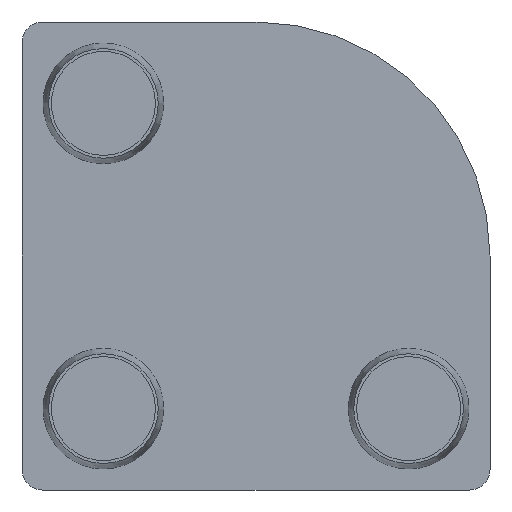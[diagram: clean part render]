
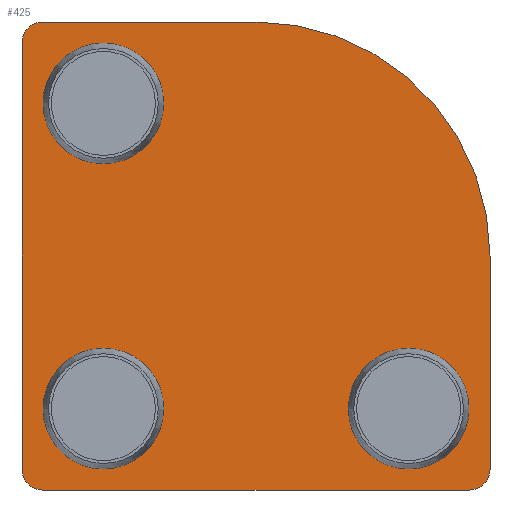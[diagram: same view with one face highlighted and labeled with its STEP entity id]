
A CAD part, front view. The second image highlights one B-rep face of the part: STEP entity #425.
In plain terms, the highlighted planar face has unit normal (0, -1, 0).
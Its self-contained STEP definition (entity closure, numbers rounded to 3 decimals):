
#17=FACE_BOUND($,#136,.T.);
#18=FACE_BOUND($,#137,.T.);
#19=FACE_BOUND($,#138,.T.);
#33=PLANE($,#466);
#48=LINE($,#706,#68);
#50=LINE($,#710,#70);
#51=LINE($,#714,#71);
#52=LINE($,#718,#72);
#68=VECTOR($,#546,20.5);
#70=VECTOR($,#550,41.);
#71=VECTOR($,#553,41.);
#72=VECTOR($,#556,20.5);
#102=FACE_OUTER_BOUND($,#135,.T.);
#135=EDGE_LOOP($,(#324,#325,#326,#327,#328,#329,#330,#331));
#136=EDGE_LOOP($,(#332));
#137=EDGE_LOOP($,(#333));
#138=EDGE_LOOP($,(#334));
#183=CIRCLE($,#462,2.);
#185=CIRCLE($,#467,2.);
#186=CIRCLE($,#468,2.);
#187=CIRCLE($,#469,22.5);
#188=CIRCLE($,#470,5.8);
#189=CIRCLE($,#471,5.8);
#190=CIRCLE($,#472,5.8);
#218=VERTEX_POINT($,#693);
#219=VERTEX_POINT($,#694);
#222=VERTEX_POINT($,#705);
#223=VERTEX_POINT($,#709);
#224=VERTEX_POINT($,#711);
#225=VERTEX_POINT($,#713);
#226=VERTEX_POINT($,#715);
#227=VERTEX_POINT($,#717);
#228=VERTEX_POINT($,#720);
#229=VERTEX_POINT($,#722);
#230=VERTEX_POINT($,#724);
#257=EDGE_CURVE($,#218,#219,#183,.T.);
#263=EDGE_CURVE($,#219,#222,#48,.T.);
#265=EDGE_CURVE($,#223,#218,#50,.T.);
#266=EDGE_CURVE($,#224,#223,#185,.T.);
#267=EDGE_CURVE($,#225,#224,#51,.T.);
#268=EDGE_CURVE($,#226,#225,#186,.T.);
#269=EDGE_CURVE($,#227,#226,#52,.T.);
#270=EDGE_CURVE($,#222,#227,#187,.T.);
#271=EDGE_CURVE($,#228,#228,#188,.T.);
#272=EDGE_CURVE($,#229,#229,#189,.T.);
#273=EDGE_CURVE($,#230,#230,#190,.T.);
#324=ORIENTED_EDGE($,*,*,#257,.F.);
#325=ORIENTED_EDGE($,*,*,#265,.F.);
#326=ORIENTED_EDGE($,*,*,#266,.F.);
#327=ORIENTED_EDGE($,*,*,#267,.F.);
#328=ORIENTED_EDGE($,*,*,#268,.F.);
#329=ORIENTED_EDGE($,*,*,#269,.F.);
#330=ORIENTED_EDGE($,*,*,#270,.F.);
#331=ORIENTED_EDGE($,*,*,#263,.F.);
#332=ORIENTED_EDGE($,*,*,#271,.F.);
#333=ORIENTED_EDGE($,*,*,#272,.F.);
#334=ORIENTED_EDGE($,*,*,#273,.F.);
#425=ADVANCED_FACE($,(#102,#17,#18,#19),#33,.T.);
#462=AXIS2_PLACEMENT_3D($,#695,#534,#535);
#466=AXIS2_PLACEMENT_3D($,#708,#548,#549);
#467=AXIS2_PLACEMENT_3D($,#712,#551,#552);
#468=AXIS2_PLACEMENT_3D($,#716,#554,#555);
#469=AXIS2_PLACEMENT_3D($,#719,#557,#558);
#470=AXIS2_PLACEMENT_3D($,#721,#559,#560);
#471=AXIS2_PLACEMENT_3D($,#723,#561,#562);
#472=AXIS2_PLACEMENT_3D($,#725,#563,#564);
#534=DIRECTION('center_axis',(0.,1.,0.));
#535=DIRECTION('ref_axis',(-0.707,0.,0.707));
#546=DIRECTION($,(1.,0.,0.));
#548=DIRECTION('center_axis',(0.,-1.,0.));
#549=DIRECTION('ref_axis',(1.,0.,0.));
#550=DIRECTION($,(0.,0.,1.));
#551=DIRECTION('center_axis',(0.,1.,0.));
#552=DIRECTION('ref_axis',(-0.707,0.,-0.707));
#553=DIRECTION($,(-1.,0.,0.));
#554=DIRECTION('center_axis',(0.,1.,0.));
#555=DIRECTION('ref_axis',(0.707,0.,-0.707));
#556=DIRECTION($,(0.,0.,-1.));
#557=DIRECTION('center_axis',(0.,1.,0.));
#558=DIRECTION('ref_axis',(1.,0.,0.));
#559=DIRECTION('center_axis',(0.,-1.,0.));
#560=DIRECTION('ref_axis',(-1.,0.,0.));
#561=DIRECTION('center_axis',(0.,-1.,0.));
#562=DIRECTION('ref_axis',(-1.,0.,0.));
#563=DIRECTION('center_axis',(0.,-1.,0.));
#564=DIRECTION('ref_axis',(-1.,0.,0.));
#693=CARTESIAN_POINT('',(-22.5,-2.5,20.5));
#694=CARTESIAN_POINT('',(-20.5,-2.5,22.5));
#695=CARTESIAN_POINT('Origin',(-20.5,-2.5,20.5));
#705=CARTESIAN_POINT('',(0.,-2.5,22.5));
#706=CARTESIAN_POINT($,(-20.5,-2.5,22.5));
#708=CARTESIAN_POINT('Origin',(-1.55,-2.5,-1.55));
#709=CARTESIAN_POINT('',(-22.5,-2.5,-20.5));
#710=CARTESIAN_POINT($,(-22.5,-2.5,-20.5));
#711=CARTESIAN_POINT('',(-20.5,-2.5,-22.5));
#712=CARTESIAN_POINT('Origin',(-20.5,-2.5,-20.5));
#713=CARTESIAN_POINT('',(20.5,-2.5,-22.5));
#714=CARTESIAN_POINT($,(20.5,-2.5,-22.5));
#715=CARTESIAN_POINT('',(22.5,-2.5,-20.5));
#716=CARTESIAN_POINT('Origin',(20.5,-2.5,-20.5));
#717=CARTESIAN_POINT('',(22.5,-2.5,0.));
#718=CARTESIAN_POINT($,(22.5,-2.5,0.));
#719=CARTESIAN_POINT('Origin',(0.,-2.5,0.));
#720=CARTESIAN_POINT('',(20.475,-2.5,-14.675));
#721=CARTESIAN_POINT('Origin',(14.675,-2.5,-14.675));
#722=CARTESIAN_POINT('',(-8.875,-2.5,-14.675));
#723=CARTESIAN_POINT('Origin',(-14.675,-2.5,-14.675));
#724=CARTESIAN_POINT('',(-8.875,-2.5,14.675));
#725=CARTESIAN_POINT('Origin',(-14.675,-2.5,14.675));
